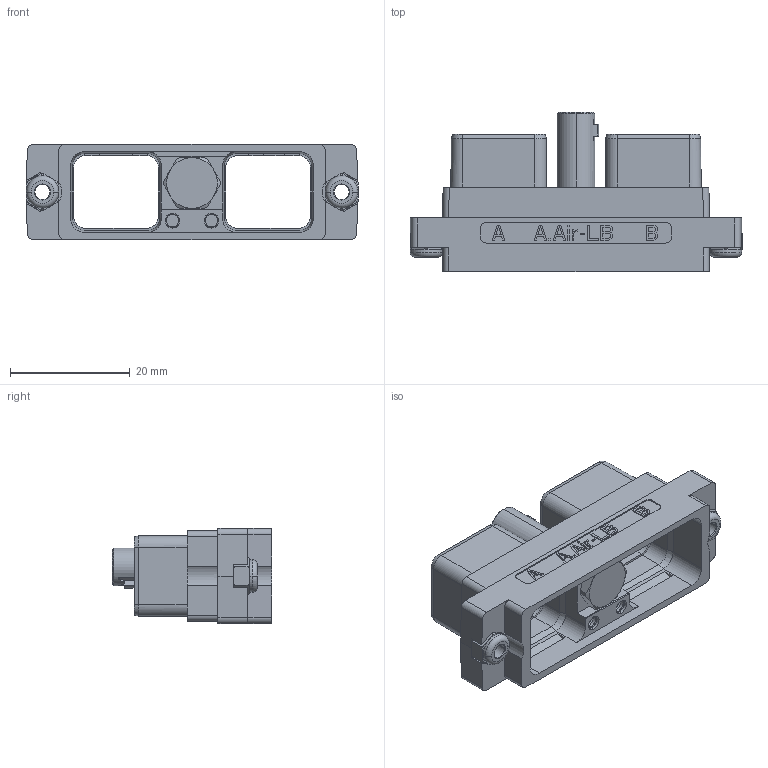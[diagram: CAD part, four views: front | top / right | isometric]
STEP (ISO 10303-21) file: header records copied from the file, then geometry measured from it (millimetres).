
FILE_DESCRIPTION((''),'2;1');
FILE_NAME('SIM2B43KC','2019-09-25T',('presta_be4'),(''),'PRO/ENGINEER BY PARAMETRIC TECHNOLOGY CORPORATION, 2014310','PRO/ENGINEER BY PARAMETRIC TECHNOLOGY CORPORATION, 2014310','');
FILE_SCHEMA(('CONFIG_CONTROL_DESIGN'));
Length unit declared in the file: millimetre
Products named in the file (1): SIM2B43KC
Bounding box: 55.5 x 26.65 x 15.93 mm (x, y, z)
Volume: 5572.6 mm3; surface area: 7713.7 mm2
Topology: 1 solids, 1 shells, 836 faces, 2239 edges, 1452 vertices
Faces by surface type: plane 590, cylinder 140, cone 70, bspline 20, torus 16
Entity records: 33590 total; most frequent: CARTESIAN_POINT 12924, ORIENTED_EDGE 4474, DIRECTION 3947, EDGE_CURVE 2237, VECTOR 1691, LINE 1691, VERTEX_POINT 1452, AXIS2_PLACEMENT_3D 1128
